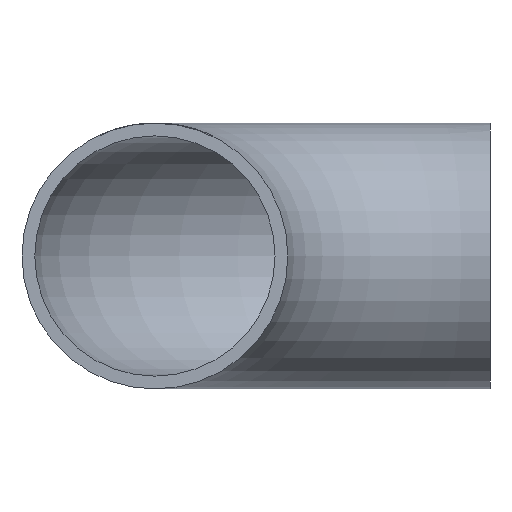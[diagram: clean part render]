
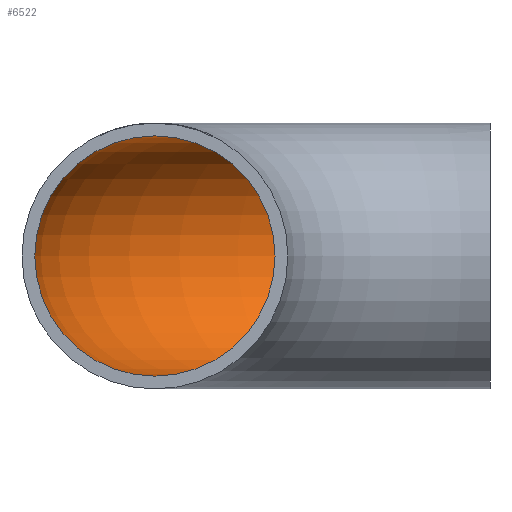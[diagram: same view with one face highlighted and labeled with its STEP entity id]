
A CAD part, front view. The second image highlights one B-rep face of the part: STEP entity #6522.
In plain terms, the highlighted toroidal (fillet/blend) face has major radius 76 mm and minor radius 27.25 mm.
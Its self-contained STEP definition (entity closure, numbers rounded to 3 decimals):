
#870 = EDGE_CURVE ( 'NONE', #6836, #6836, #6261, .T. ) ;
#930 = EDGE_LOOP ( 'NONE', ( #8612 ) ) ;
#1326 = DIRECTION ( 'NONE',  ( 0., 0., 1. ) ) ;
#1648 = FACE_OUTER_BOUND ( 'NONE', #7186, .T. ) ;
#2201 = CARTESIAN_POINT ( 'NONE',  ( 0., 103.25, 0. ) ) ;
#2735 = CARTESIAN_POINT ( 'NONE',  ( 0., 76., 0. ) ) ;
#2851 = AXIS2_PLACEMENT_3D ( 'NONE', #2735, #4918, #9665 ) ;
#2853 = TOROIDAL_SURFACE ( 'NONE', #7476, 76., 27.25 ) ;
#3147 = CARTESIAN_POINT ( 'NONE',  ( 0., 0., 0. ) ) ;
#4249 = EDGE_CURVE ( 'NONE', #6972, #6972, #6807, .T. ) ;
#4343 = DIRECTION ( 'NONE',  ( 0., 1., 0. ) ) ;
#4918 = DIRECTION ( 'NONE',  ( 1., 0., 0. ) ) ;
#5466 = DIRECTION ( 'NONE',  ( -1., 0., 0. ) ) ;
#6261 = CIRCLE ( 'NONE', #9427, 27.25 ) ;
#6522 = ADVANCED_FACE ( 'NONE', ( #1648, #7308 ), #2853, .F. ) ;
#6694 = ORIENTED_EDGE ( 'NONE', *, *, #4249, .T. ) ;
#6807 = CIRCLE ( 'NONE', #2851, 27.25 ) ;
#6836 = VERTEX_POINT ( 'NONE', #8492 ) ;
#6972 = VERTEX_POINT ( 'NONE', #2201 ) ;
#7186 = EDGE_LOOP ( 'NONE', ( #6694 ) ) ;
#7308 = FACE_OUTER_BOUND ( 'NONE', #930, .T. ) ;
#7476 = AXIS2_PLACEMENT_3D ( 'NONE', #3147, #7850, #5466 ) ;
#7850 = DIRECTION ( 'NONE',  ( 0., 0., -1. ) ) ;
#8492 = CARTESIAN_POINT ( 'NONE',  ( -76., 0., 27.25 ) ) ;
#8612 = ORIENTED_EDGE ( 'NONE', *, *, #870, .F. ) ;
#9427 = AXIS2_PLACEMENT_3D ( 'NONE', #9844, #4343, #1326 ) ;
#9665 = DIRECTION ( 'NONE',  ( 0., 1., 0. ) ) ;
#9844 = CARTESIAN_POINT ( 'NONE',  ( -76., 0., 0. ) ) ;
